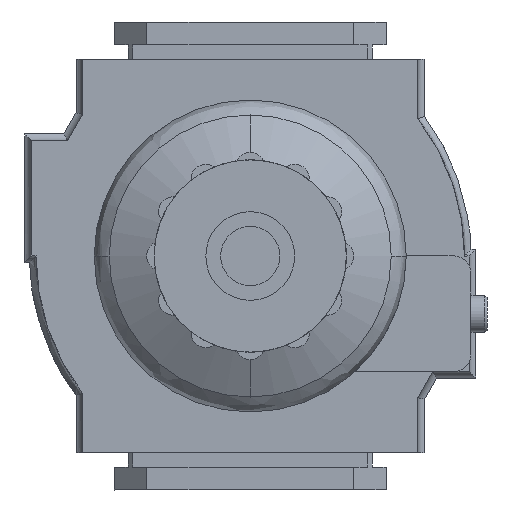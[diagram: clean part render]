
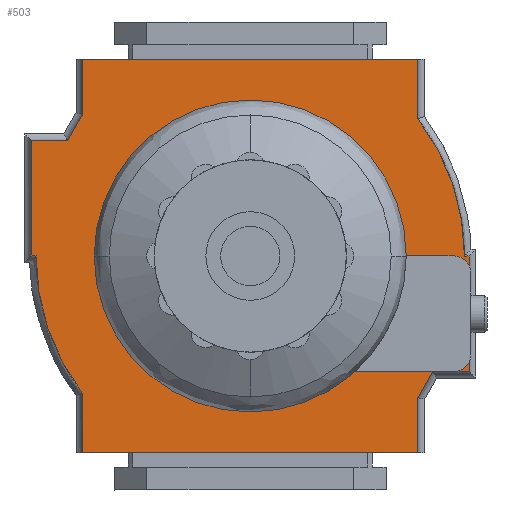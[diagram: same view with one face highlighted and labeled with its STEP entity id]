
A CAD part, front view. The second image highlights one B-rep face of the part: STEP entity #503.
In plain terms, the highlighted face is planar.
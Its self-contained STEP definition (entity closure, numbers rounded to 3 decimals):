
#7 = DIRECTION ( 'NONE',  ( 0., -1., 0. ) ) ;
#21 = LINE ( 'NONE', #4227, #5232 ) ;
#63 = ORIENTED_EDGE ( 'NONE', *, *, #2087, .F. ) ;
#64 = LINE ( 'NONE', #8085, #3854 ) ;
#255 = ORIENTED_EDGE ( 'NONE', *, *, #264, .F. ) ;
#259 = DIRECTION ( 'NONE',  ( 0., -1., 0. ) ) ;
#264 = EDGE_CURVE ( 'NONE', #4453, #2413, #428, .T. ) ;
#265 = ORIENTED_EDGE ( 'NONE', *, *, #2500, .F. ) ;
#277 = EDGE_CURVE ( 'NONE', #5658, #4453, #3247, .T. ) ;
#297 = CARTESIAN_POINT ( 'NONE',  ( 1.2, 30.9, 0. ) ) ;
#360 = EDGE_CURVE ( 'NONE', #4845, #6200, #2579, .T. ) ;
#415 = CARTESIAN_POINT ( 'NONE',  ( -23.5, 30.9, -12.4 ) ) ;
#428 = LINE ( 'NONE', #2953, #2437 ) ;
#456 = CARTESIAN_POINT ( 'NONE',  ( -23., 30.9, 0. ) ) ;
#488 = VECTOR ( 'NONE', #6530, 1000. ) ;
#501 = EDGE_CURVE ( 'NONE', #6200, #678, #6626, .T. ) ;
#503 = ADVANCED_FACE ( 'NONE', ( #6737 ), #950, .T. ) ;
#550 = ORIENTED_EDGE ( 'NONE', *, *, #4241, .F. ) ;
#575 = DIRECTION ( 'NONE',  ( 1., 0., 0. ) ) ;
#678 = VERTEX_POINT ( 'NONE', #2567 ) ;
#702 = ORIENTED_EDGE ( 'NONE', *, *, #3292, .F. ) ;
#761 = CARTESIAN_POINT ( 'NONE',  ( 18., 30.9, 15.2 ) ) ;
#783 = CARTESIAN_POINT ( 'NONE',  ( -1.2, 30.9, 0. ) ) ;
#814 = DIRECTION ( 'NONE',  ( 0., 0., 1. ) ) ;
#897 = LINE ( 'NONE', #7094, #6165 ) ;
#950 = PLANE ( 'NONE',  #3971 ) ;
#981 = LINE ( 'NONE', #5921, #488 ) ;
#1004 = DIRECTION ( 'NONE',  ( -1., 0., 0. ) ) ;
#1023 = CIRCLE ( 'NONE', #3813, 24.2 ) ;
#1027 = CARTESIAN_POINT ( 'NONE',  ( -18., 30.9, 21.125 ) ) ;
#1041 = DIRECTION ( 'NONE',  ( 1., 0., 0. ) ) ;
#1341 = DIRECTION ( 'NONE',  ( 0., 0., 1. ) ) ;
#1469 = VECTOR ( 'NONE', #1004, 1000. ) ;
#1501 = DIRECTION ( 'NONE',  ( -1., 0., 0. ) ) ;
#1652 = ORIENTED_EDGE ( 'NONE', *, *, #7430, .F. ) ;
#1704 = VERTEX_POINT ( 'NONE', #6194 ) ;
#1710 = EDGE_CURVE ( 'NONE', #3724, #3681, #7368, .T. ) ;
#2014 = ORIENTED_EDGE ( 'NONE', *, *, #6286, .F. ) ;
#2046 = VECTOR ( 'NONE', #4403, 1000. ) ;
#2087 = EDGE_CURVE ( 'NONE', #6337, #3999, #64, .T. ) ;
#2098 = ORIENTED_EDGE ( 'NONE', *, *, #5223, .F. ) ;
#2240 = VECTOR ( 'NONE', #1041, 1000. ) ;
#2244 = CARTESIAN_POINT ( 'NONE',  ( 18., 30.9, -14.731 ) ) ;
#2273 = CARTESIAN_POINT ( 'NONE',  ( 0., 30.9, 0. ) ) ;
#2405 = CARTESIAN_POINT ( 'NONE',  ( -23.5, 30.9, 0. ) ) ;
#2413 = VERTEX_POINT ( 'NONE', #3857 ) ;
#2437 = VECTOR ( 'NONE', #8075, 1000. ) ;
#2491 = CIRCLE ( 'NONE', #6699, 24.2 ) ;
#2496 = ORIENTED_EDGE ( 'NONE', *, *, #1710, .F. ) ;
#2500 = EDGE_CURVE ( 'NONE', #3999, #7393, #897, .T. ) ;
#2526 = DIRECTION ( 'NONE',  ( 0., 0., 1. ) ) ;
#2567 = CARTESIAN_POINT ( 'NONE',  ( 18., 30.9, -21.125 ) ) ;
#2569 = LINE ( 'NONE', #7627, #3372 ) ;
#2579 = LINE ( 'NONE', #7636, #2046 ) ;
#2800 = ORIENTED_EDGE ( 'NONE', *, *, #4031, .F. ) ;
#2804 = CARTESIAN_POINT ( 'NONE',  ( 23., 30.9, 0. ) ) ;
#2869 = VECTOR ( 'NONE', #575, 1000. ) ;
#2953 = CARTESIAN_POINT ( 'NONE',  ( 18., 30.9, 21.125 ) ) ;
#3138 = LINE ( 'NONE', #6967, #7047 ) ;
#3174 = DIRECTION ( 'NONE',  ( 1., 0., 0. ) ) ;
#3195 = CARTESIAN_POINT ( 'NONE',  ( 18., 30.9, -21.125 ) ) ;
#3247 = LINE ( 'NONE', #4447, #8068 ) ;
#3292 = EDGE_CURVE ( 'NONE', #678, #4663, #6384, .T. ) ;
#3372 = VECTOR ( 'NONE', #5846, 1000. ) ;
#3441 = EDGE_CURVE ( 'NONE', #7606, #4845, #981, .T. ) ;
#3549 = ORIENTED_EDGE ( 'NONE', *, *, #501, .F. ) ;
#3562 = CARTESIAN_POINT ( 'NONE',  ( 23.5, 30.9, 0. ) ) ;
#3590 = CARTESIAN_POINT ( 'NONE',  ( -19.6, 30.9, -12.4 ) ) ;
#3665 = ORIENTED_EDGE ( 'NONE', *, *, #3718, .F. ) ;
#3681 = VERTEX_POINT ( 'NONE', #2405 ) ;
#3718 = EDGE_CURVE ( 'NONE', #1704, #7606, #4260, .T. ) ;
#3720 = CARTESIAN_POINT ( 'NONE',  ( 18., 30.9, 21.125 ) ) ;
#3724 = VERTEX_POINT ( 'NONE', #456 ) ;
#3813 = AXIS2_PLACEMENT_3D ( 'NONE', #297, #259, #1501 ) ;
#3854 = VECTOR ( 'NONE', #3174, 1000. ) ;
#3857 = CARTESIAN_POINT ( 'NONE',  ( -18., 30.9, 21.125 ) ) ;
#3892 = CARTESIAN_POINT ( 'NONE',  ( -18., 30.9, -21.125 ) ) ;
#3971 = AXIS2_PLACEMENT_3D ( 'NONE', #2273, #7863, #4179 ) ;
#3979 = CARTESIAN_POINT ( 'NONE',  ( 23.5, 30.9, 12.4 ) ) ;
#3999 = VERTEX_POINT ( 'NONE', #3562 ) ;
#4031 = EDGE_CURVE ( 'NONE', #7224, #3724, #1023, .T. ) ;
#4164 = ORIENTED_EDGE ( 'NONE', *, *, #4911, .F. ) ;
#4179 = DIRECTION ( 'NONE',  ( 0., 0., 1. ) ) ;
#4223 = ORIENTED_EDGE ( 'NONE', *, *, #277, .F. ) ;
#4227 = CARTESIAN_POINT ( 'NONE',  ( -23.5, 30.9, 0. ) ) ;
#4241 = EDGE_CURVE ( 'NONE', #4663, #6337, #2491, .T. ) ;
#4260 = LINE ( 'NONE', #415, #2869 ) ;
#4403 = DIRECTION ( 'NONE',  ( 0., 0., -1. ) ) ;
#4447 = CARTESIAN_POINT ( 'NONE',  ( 18., 30.9, 15.2 ) ) ;
#4453 = VERTEX_POINT ( 'NONE', #3720 ) ;
#4552 = DIRECTION ( 'NONE',  ( 1., 0., 0. ) ) ;
#4663 = VERTEX_POINT ( 'NONE', #2244 ) ;
#4845 = VERTEX_POINT ( 'NONE', #6754 ) ;
#4911 = EDGE_CURVE ( 'NONE', #7948, #5658, #3138, .T. ) ;
#5223 = EDGE_CURVE ( 'NONE', #3681, #1704, #21, .T. ) ;
#5224 = EDGE_LOOP ( 'NONE', ( #63, #550, #702, #3549, #7474, #5515, #3665, #2098, #2496, #2800, #2014, #255, #4223, #4164, #1652, #265 ) ) ;
#5232 = VECTOR ( 'NONE', #6232, 1000. ) ;
#5262 = VECTOR ( 'NONE', #5920, 1000. ) ;
#5309 = CARTESIAN_POINT ( 'NONE',  ( 19.6, 30.9, 12.4 ) ) ;
#5515 = ORIENTED_EDGE ( 'NONE', *, *, #3441, .F. ) ;
#5541 = DIRECTION ( 'NONE',  ( -0.496, 0., 0.868 ) ) ;
#5658 = VERTEX_POINT ( 'NONE', #761 ) ;
#5846 = DIRECTION ( 'NONE',  ( -1., 0., 0. ) ) ;
#5908 = VECTOR ( 'NONE', #2526, 1000. ) ;
#5920 = DIRECTION ( 'NONE',  ( 0., 0., -1. ) ) ;
#5921 = CARTESIAN_POINT ( 'NONE',  ( -19.6, 30.9, -12.4 ) ) ;
#6057 = CARTESIAN_POINT ( 'NONE',  ( -18., 30.9, -21.125 ) ) ;
#6165 = VECTOR ( 'NONE', #814, 1000. ) ;
#6194 = CARTESIAN_POINT ( 'NONE',  ( -23.5, 30.9, -12.4 ) ) ;
#6200 = VERTEX_POINT ( 'NONE', #3892 ) ;
#6232 = DIRECTION ( 'NONE',  ( 0., 0., -1. ) ) ;
#6286 = EDGE_CURVE ( 'NONE', #2413, #7224, #7131, .T. ) ;
#6337 = VERTEX_POINT ( 'NONE', #2804 ) ;
#6384 = LINE ( 'NONE', #3195, #5908 ) ;
#6530 = DIRECTION ( 'NONE',  ( 0.496, 0., -0.868 ) ) ;
#6626 = LINE ( 'NONE', #6057, #2240 ) ;
#6663 = CARTESIAN_POINT ( 'NONE',  ( -23., 30.9, 0. ) ) ;
#6699 = AXIS2_PLACEMENT_3D ( 'NONE', #783, #7, #4552 ) ;
#6737 = FACE_OUTER_BOUND ( 'NONE', #5224, .T. ) ;
#6754 = CARTESIAN_POINT ( 'NONE',  ( -18., 30.9, -15.2 ) ) ;
#6967 = CARTESIAN_POINT ( 'NONE',  ( 19.6, 30.9, 12.4 ) ) ;
#7047 = VECTOR ( 'NONE', #5541, 1000. ) ;
#7094 = CARTESIAN_POINT ( 'NONE',  ( 23.5, 30.9, 0. ) ) ;
#7131 = LINE ( 'NONE', #1027, #5262 ) ;
#7188 = CARTESIAN_POINT ( 'NONE',  ( -18., 30.9, 14.731 ) ) ;
#7224 = VERTEX_POINT ( 'NONE', #7188 ) ;
#7368 = LINE ( 'NONE', #6663, #1469 ) ;
#7393 = VERTEX_POINT ( 'NONE', #3979 ) ;
#7430 = EDGE_CURVE ( 'NONE', #7393, #7948, #2569, .T. ) ;
#7474 = ORIENTED_EDGE ( 'NONE', *, *, #360, .F. ) ;
#7606 = VERTEX_POINT ( 'NONE', #3590 ) ;
#7627 = CARTESIAN_POINT ( 'NONE',  ( 23.5, 30.9, 12.4 ) ) ;
#7636 = CARTESIAN_POINT ( 'NONE',  ( -18., 30.9, -15.2 ) ) ;
#7863 = DIRECTION ( 'NONE',  ( 0., 1., 0. ) ) ;
#7948 = VERTEX_POINT ( 'NONE', #5309 ) ;
#8068 = VECTOR ( 'NONE', #1341, 1000. ) ;
#8075 = DIRECTION ( 'NONE',  ( -1., 0., 0. ) ) ;
#8085 = CARTESIAN_POINT ( 'NONE',  ( 23., 30.9, 0. ) ) ;
